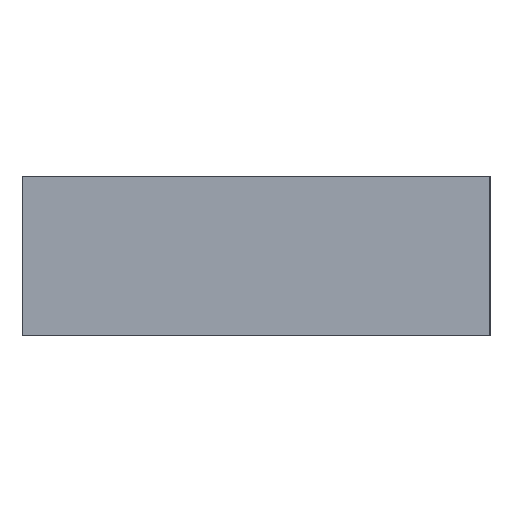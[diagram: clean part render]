
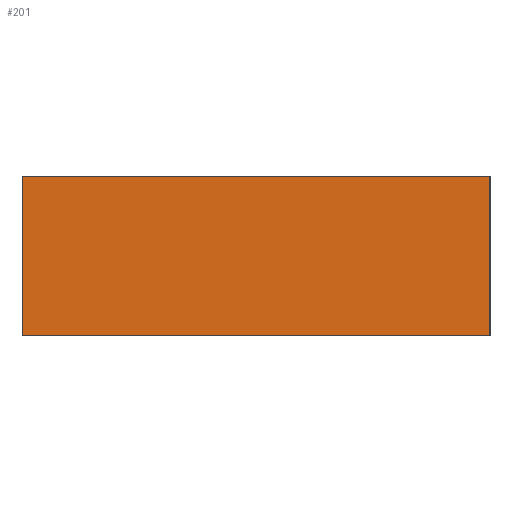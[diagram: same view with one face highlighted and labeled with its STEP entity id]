
A CAD part, left-side view. The second image highlights one B-rep face of the part: STEP entity #201.
In plain terms, the highlighted planar face has unit normal (-1, 0, 0).
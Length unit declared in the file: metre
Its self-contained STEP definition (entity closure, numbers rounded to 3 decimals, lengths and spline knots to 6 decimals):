
#49=ORIENTED_EDGE('',*,*,#91,.F.);
#50=ORIENTED_EDGE('',*,*,#74,.F.);
#51=ORIENTED_EDGE('',*,*,#92,.T.);
#52=ORIENTED_EDGE('',*,*,#79,.T.);
#74=EDGE_CURVE('',#96,#94,#114,.T.);
#79=EDGE_CURVE('',#100,#99,#119,.T.);
#91=EDGE_CURVE('',#94,#99,#121,.T.);
#92=EDGE_CURVE('',#96,#100,#122,.T.);
#94=VERTEX_POINT('',#298);
#96=VERTEX_POINT('',#302);
#99=VERTEX_POINT('',#312);
#100=VERTEX_POINT('',#314);
#114=LINE('',#303,#126);
#119=LINE('',#313,#131);
#121=LINE('',#342,#133);
#122=LINE('',#343,#134);
#126=VECTOR('',#245,1.);
#131=VECTOR('',#254,1.);
#133=VECTOR('',#288,1.);
#134=VECTOR('',#289,1.);
#148=EDGE_LOOP('',(#49,#50,#51,#52));
#174=FACE_BOUND('',#148,.T.);
#190=PLANE('',#235);
#201=ADVANCED_FACE('',(#174),#190,.T.);
#235=AXIS2_PLACEMENT_3D('',#341,#286,#287);
#245=DIRECTION('',(0.,0.,-1.));
#254=DIRECTION('',(0.,0.,-1.));
#286=DIRECTION('',(-1.,0.,0.));
#287=DIRECTION('',(0.,0.,1.));
#288=DIRECTION('',(0.,1.,0.));
#289=DIRECTION('',(0.,1.,0.));
#298=CARTESIAN_POINT('',(-0.038,-0.01,0.));
#302=CARTESIAN_POINT('',(-0.038,-0.01,0.0068));
#303=CARTESIAN_POINT('',(-0.038,-0.01,0.0068));
#312=CARTESIAN_POINT('',(-0.038,0.01,0.));
#313=CARTESIAN_POINT('',(-0.038,0.01,0.0068));
#314=CARTESIAN_POINT('',(-0.038,0.01,0.0068));
#341=CARTESIAN_POINT('',(-0.038,0.,0.0068));
#342=CARTESIAN_POINT('',(-0.038,0.,0.));
#343=CARTESIAN_POINT('',(-0.038,0.,0.0068));
